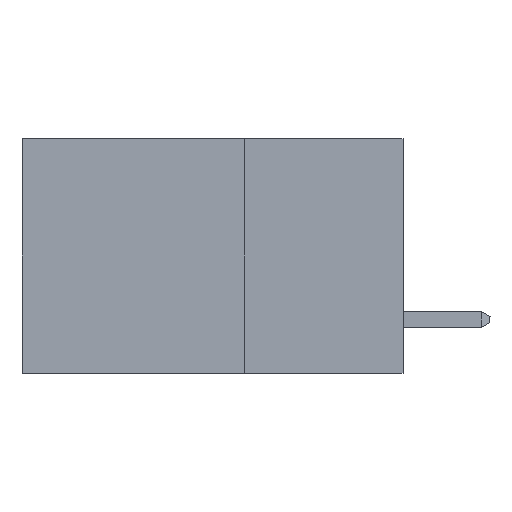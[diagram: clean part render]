
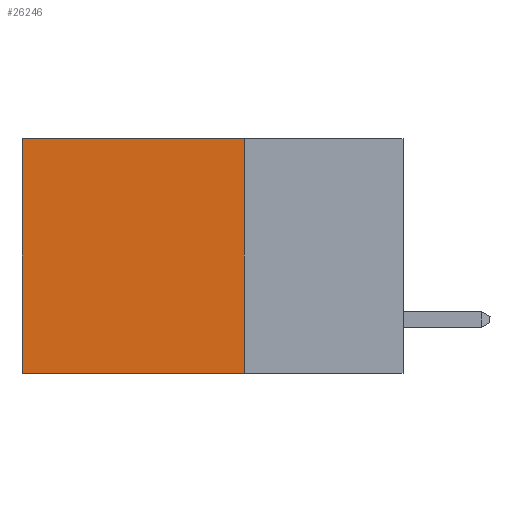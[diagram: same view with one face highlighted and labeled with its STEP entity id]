
A CAD part, left-side view. The second image highlights one B-rep face of the part: STEP entity #26246.
In plain terms, the highlighted planar face has unit normal (-1, 0, 0).
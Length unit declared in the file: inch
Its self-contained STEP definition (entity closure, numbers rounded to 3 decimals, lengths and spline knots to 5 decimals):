
#59 = LINE ( 'NONE', #15975, #5288 ) ;
#765 = EDGE_CURVE ( 'NONE', #21064, #19808, #10003, .T. ) ;
#1085 = LINE ( 'NONE', #3243, #7836 ) ;
#2781 = EDGE_CURVE ( 'NONE', #5754, #10498, #59, .T. ) ;
#3243 = CARTESIAN_POINT ( 'NONE',  ( 0.2875, 0.25, -0.37 ) ) ;
#4416 = CARTESIAN_POINT ( 'NONE',  ( 0.2875, 0.6, 0. ) ) ;
#5191 = DIRECTION ( 'NONE',  ( 0., 0., -1. ) ) ;
#5254 = CARTESIAN_POINT ( 'NONE',  ( 0.2875, 0.25, 0. ) ) ;
#5288 = VECTOR ( 'NONE', #15695, 39.37008 ) ;
#5754 = VERTEX_POINT ( 'NONE', #4416 ) ;
#7265 = VECTOR ( 'NONE', #27720, 39.37008 ) ;
#7279 = DIRECTION ( 'NONE',  ( 0., 1., 0. ) ) ;
#7553 = DIRECTION ( 'NONE',  ( 0., 0., -1. ) ) ;
#7836 = VECTOR ( 'NONE', #7279, 39.37008 ) ;
#8081 = LINE ( 'NONE', #16980, #7265 ) ;
#8675 = CARTESIAN_POINT ( 'NONE',  ( 0.2875, 0.25, -0.37 ) ) ;
#10003 = LINE ( 'NONE', #5254, #27181 ) ;
#10498 = VERTEX_POINT ( 'NONE', #15917 ) ;
#11013 = EDGE_CURVE ( 'NONE', #21064, #5754, #8081, .T. ) ;
#11806 = CARTESIAN_POINT ( 'NONE',  ( 0.2875, 0.25, 0. ) ) ;
#14248 = EDGE_LOOP ( 'NONE', ( #21089, #14265, #19678, #14883 ) ) ;
#14265 = ORIENTED_EDGE ( 'NONE', *, *, #15741, .F. ) ;
#14883 = ORIENTED_EDGE ( 'NONE', *, *, #11013, .T. ) ;
#15695 = DIRECTION ( 'NONE',  ( 0., 0., -1. ) ) ;
#15741 = EDGE_CURVE ( 'NONE', #19808, #10498, #1085, .T. ) ;
#15917 = CARTESIAN_POINT ( 'NONE',  ( 0.2875, 0.6, -0.37 ) ) ;
#15964 = PLANE ( 'NONE',  #23766 ) ;
#15975 = CARTESIAN_POINT ( 'NONE',  ( 0.2875, 0.6, 0. ) ) ;
#16980 = CARTESIAN_POINT ( 'NONE',  ( 0.2875, 0.25, 0. ) ) ;
#19678 = ORIENTED_EDGE ( 'NONE', *, *, #765, .F. ) ;
#19808 = VERTEX_POINT ( 'NONE', #8675 ) ;
#21064 = VERTEX_POINT ( 'NONE', #25217 ) ;
#21089 = ORIENTED_EDGE ( 'NONE', *, *, #2781, .T. ) ;
#23766 = AXIS2_PLACEMENT_3D ( 'NONE', #11806, #24852, #5191 ) ;
#24852 = DIRECTION ( 'NONE',  ( 1., 0., 0. ) ) ;
#25217 = CARTESIAN_POINT ( 'NONE',  ( 0.2875, 0.25, 0. ) ) ;
#26246 = ADVANCED_FACE ( 'NONE', ( #26706 ), #15964, .F. ) ;
#26706 = FACE_OUTER_BOUND ( 'NONE', #14248, .T. ) ;
#27181 = VECTOR ( 'NONE', #7553, 39.37008 ) ;
#27720 = DIRECTION ( 'NONE',  ( 0., 1., 0. ) ) ;
